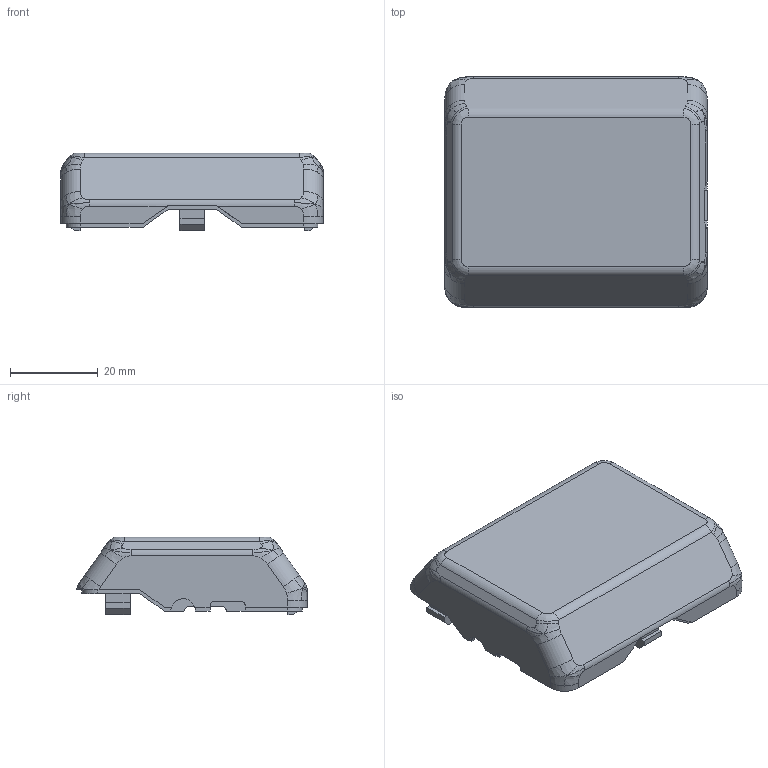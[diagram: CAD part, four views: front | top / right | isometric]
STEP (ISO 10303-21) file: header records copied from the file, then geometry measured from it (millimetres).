
FILE_DESCRIPTION(/* description */ (''),/* implementation_level */ '2;1');
FILE_NAME(/* name */ 'electronics_enclosure_bottom.step',/* time_stamp */ '2023-10-25T23:06:56+02:00',/* author */ (''),/* organization */ (''),/* preprocessor_version */ 'ST-DEVELOPER v20',/* originating_system */ 'Autodesk Translation Framework v12.14.0.127',/* authorisation */ '');
FILE_SCHEMA (('AUTOMOTIVE_DESIGN { 1 0 10303 214 3 1 1 }'));
Length unit declared in the file: millimetre
Products named in the file (1): Enclosure HapTID V1.0
Bounding box: 59.97 x 52.67 x 17.8 mm (x, y, z)
Volume: 10032.4 mm3; surface area: 10696.6 mm2
Topology: 1 solids, 1 shells, 250 faces, 679 edges, 429 vertices
Faces by surface type: bspline 109, plane 86, cylinder 49, cone 6
Entity records: 18451 total; most frequent: CARTESIAN_POINT 12738, ORIENTED_EDGE 1356, DIRECTION 931, EDGE_CURVE 678, VERTEX_POINT 429, AXIS2_PLACEMENT_3D 316, LINE 299, VECTOR 299
